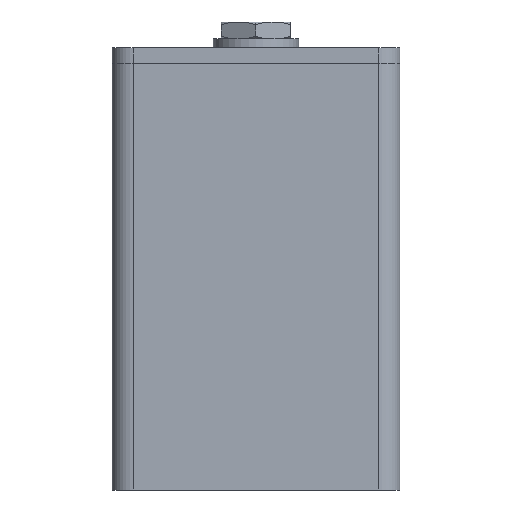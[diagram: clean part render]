
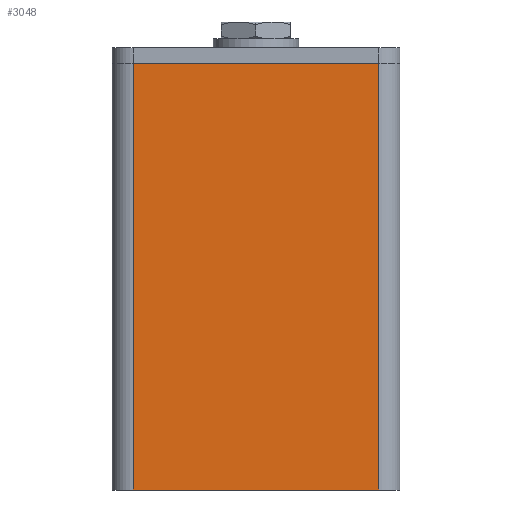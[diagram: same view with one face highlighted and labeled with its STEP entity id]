
A CAD part, front view. The second image highlights one B-rep face of the part: STEP entity #3048.
In plain terms, the highlighted planar face has unit normal (0, -1, 0).
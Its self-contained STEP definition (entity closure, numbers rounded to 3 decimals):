
#254=PLANE('',#3257);
#529=VERTEX_POINT('',#4590);
#530=VERTEX_POINT('',#4592);
#559=VERTEX_POINT('',#4682);
#560=VERTEX_POINT('',#4686);
#830=VECTOR('',#3723,1.);
#873=VECTOR('',#3790,1.);
#874=VECTOR('',#3792,1.);
#875=VECTOR('',#3793,1.);
#1128=LINE('',#4591,#830);
#1171=LINE('',#4683,#873);
#1172=LINE('',#4685,#874);
#1173=LINE('',#4687,#875);
#1461=EDGE_CURVE('',#530,#529,#1128,.T.);
#1507=EDGE_CURVE('',#529,#559,#1171,.T.);
#1508=EDGE_CURVE('',#559,#560,#1172,.T.);
#1509=EDGE_CURVE('',#530,#560,#1173,.T.);
#2087=ORIENTED_EDGE('',*,*,#1508,.T.);
#2088=ORIENTED_EDGE('',*,*,#1509,.F.);
#2089=ORIENTED_EDGE('',*,*,#1461,.T.);
#2090=ORIENTED_EDGE('',*,*,#1507,.T.);
#2673=EDGE_LOOP('',(#2087,#2088,#2089,#2090));
#2861=FACE_BOUND('',#2673,.T.);
#3048=ADVANCED_FACE('',(#2861),#254,.T.);
#3257=AXIS2_PLACEMENT_3D('',#4684,#3791,$);
#3723=DIRECTION('',(1.,0.,0.));
#3790=DIRECTION('',(0.,0.,1.));
#3791=DIRECTION('',(0.,-1.,0.));
#3792=DIRECTION('',(-1.,0.,0.));
#3793=DIRECTION('',(0.,0.,1.));
#4590=CARTESIAN_POINT('',(23.,-11.5,-40.));
#4591=CARTESIAN_POINT('',(-23.,-11.5,-40.));
#4592=CARTESIAN_POINT('',(-23.,-11.5,-40.));
#4682=CARTESIAN_POINT('',(23.,-11.5,40.));
#4683=CARTESIAN_POINT('',(23.,-11.5,-40.));
#4684=CARTESIAN_POINT('',(23.,-11.5,0.));
#4685=CARTESIAN_POINT('',(23.,-11.5,40.));
#4686=CARTESIAN_POINT('',(-23.,-11.5,40.));
#4687=CARTESIAN_POINT('',(-23.,-11.5,-40.));
